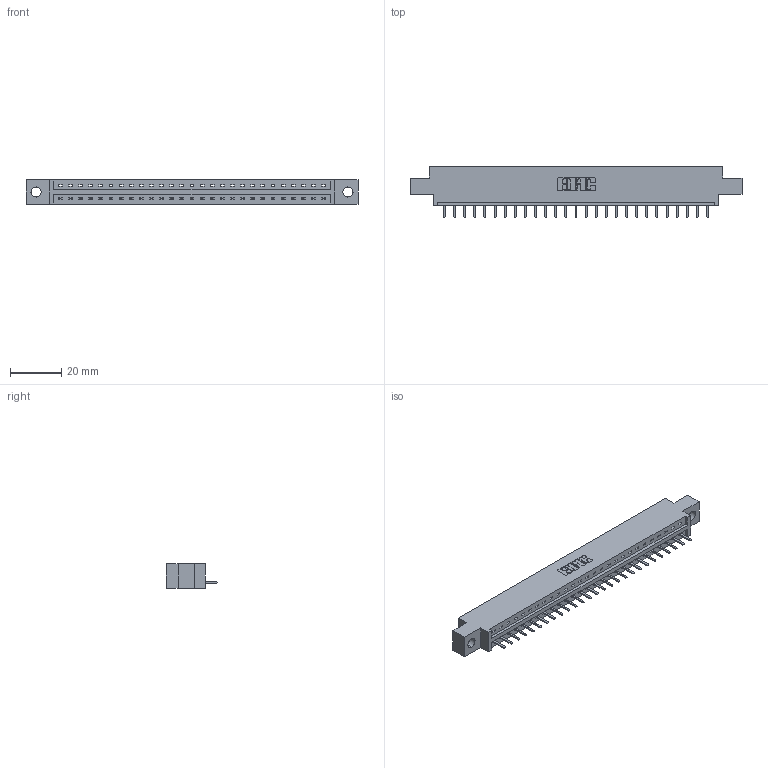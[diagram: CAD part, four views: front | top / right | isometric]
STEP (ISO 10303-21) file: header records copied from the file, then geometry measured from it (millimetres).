
FILE_DESCRIPTION (( 'STEP AP203' ), '1' );
FILE_NAME ('337-027-520-604.STEP', '2019-09-30T19:23:29', ( '' ), ( '' ), 'SwSTEP 2.0', 'SolidWorks 2016', '' );
FILE_SCHEMA (( 'CONFIG_CONTROL_DESIGN' ));
Length unit declared in the file: inch
Products named in the file (3): 337-027-520-604; 337 Part_0.170 Offset - 0.156 Dia-TH; 345-292-001_345-293-120
Assembly tree (28 placements, depth 2):
  337-027-520-604
    337 Part_0.170 Offset - 0.156 Dia-TH
    345-292-001_345-293-120  x27
Bounding box: 130 x 20.02 x 9.4 mm (x, y, z)
Volume: 13040.3 mm3; surface area: 13004.1 mm2
Topology: 28 solids, 28 shells, 1900 faces, 5615 edges, 3670 vertices
Faces by surface type: plane 1370, cylinder 530
Entity records: 22259 total; most frequent: CARTESIAN_POINT 3895, ORIENTED_EDGE 3846, DIRECTION 3297, EDGE_CURVE 1923, LINE 1791, VECTOR 1791, VERTEX_POINT 1278, AXIS2_PLACEMENT_3D 753
